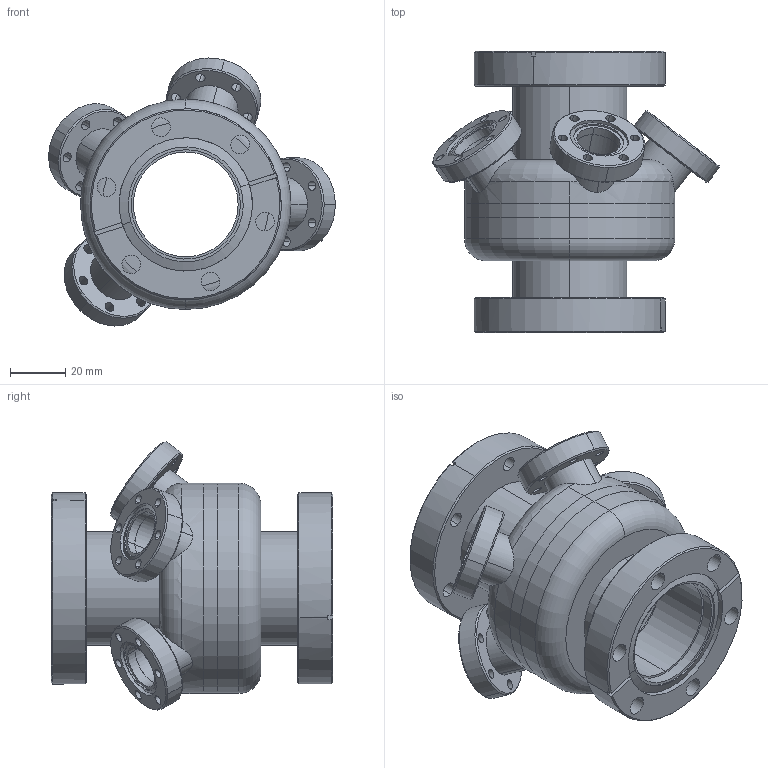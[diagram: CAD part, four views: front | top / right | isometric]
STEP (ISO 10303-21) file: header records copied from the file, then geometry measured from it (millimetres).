
FILE_DESCRIPTION (( 'STEP AP214' ), '1' );
FILE_NAME ('MCMULTI2-4-135, 10002054.STEP', '2018-03-14T18:30:10', ( 'jvatsvog' ), ( 'Microsoft' ), 'SwSTEP 2.0', 'SolidWorks 2017', '' );
FILE_SCHEMA (( 'AUTOMOTIVE_DESIGN' ));
Length unit declared in the file: inch
Products named in the file (1): MCMULTI2-4-135, 10002054
Bounding box: 103.86 x 101.93 x 97.16 mm (x, y, z)
Surface area: 68530.3 mm2 (no closed solid volume)
Topology: 0 solids, 20 shells, 243 faces, 668 edges, 443 vertices
Faces by surface type: cylinder 160, plane 38, cone 36, torus 9
Entity records: 11967 total; most frequent: CARTESIAN_POINT 2331, DIRECTION 1456, ORIENTED_EDGE 1212, EDGE_CURVE 668, AXIS2_PLACEMENT_3D 616, VERTEX_POINT 443, CIRCLE 372, EDGE_LOOP 337
